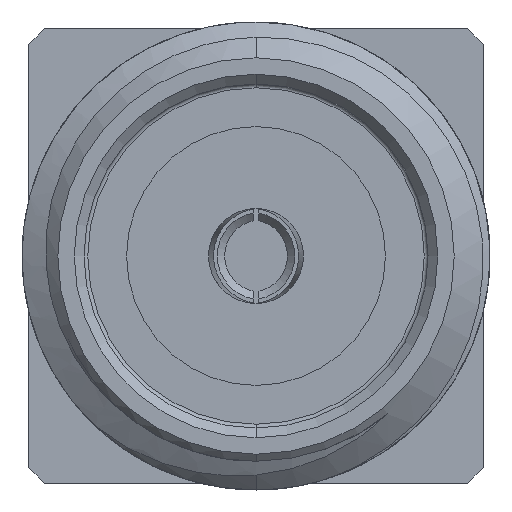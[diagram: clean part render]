
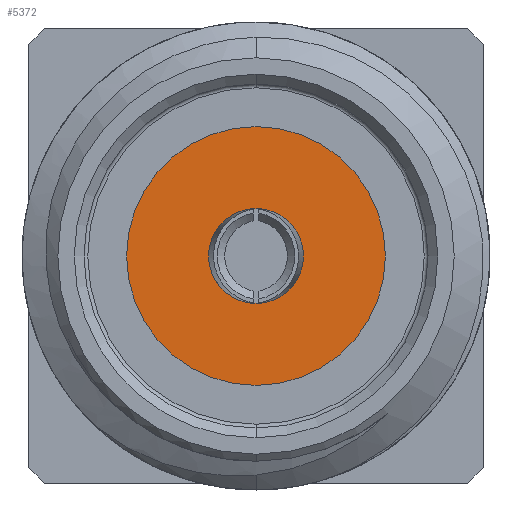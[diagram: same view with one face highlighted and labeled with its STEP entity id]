
A CAD part, left-side view. The second image highlights one B-rep face of the part: STEP entity #5372.
In plain terms, the highlighted planar face has unit normal (-1, 0, 0).
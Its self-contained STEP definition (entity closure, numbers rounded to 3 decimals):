
#1859=CARTESIAN_POINT('',(-0.988,0.,0.));
#1860=DIRECTION('',(-1.,0.,0.));
#1861=DIRECTION('',(0.,0.,-1.));
#1862=AXIS2_PLACEMENT_3D('',#1859,#1860,#1861);
#1864=CARTESIAN_POINT('',(-0.988,0.,0.));
#1865=DIRECTION('',(-1.,0.,0.));
#1866=DIRECTION('',(0.,0.,1.));
#1867=AXIS2_PLACEMENT_3D('',#1864,#1865,#1866);
#1869=CARTESIAN_POINT('',(-0.988,0.,0.));
#1870=DIRECTION('',(1.,0.,0.));
#1871=DIRECTION('',(0.,1.,0.));
#1872=AXIS2_PLACEMENT_3D('',#1869,#1870,#1871);
#1874=CARTESIAN_POINT('',(-0.988,0.,0.));
#1875=DIRECTION('',(1.,0.,0.));
#1876=DIRECTION('',(0.,-1.,0.));
#1877=AXIS2_PLACEMENT_3D('',#1874,#1875,#1876);
#2130=CARTESIAN_POINT('',(-0.988,0.,1.73));
#2131=CARTESIAN_POINT('',(-0.988,0.,-1.73));
#2132=VERTEX_POINT('',#2130);
#2133=VERTEX_POINT('',#2131);
#2134=CARTESIAN_POINT('',(-0.988,-0.635,0.));
#2135=CARTESIAN_POINT('',(-0.988,0.635,0.));
#2136=VERTEX_POINT('',#2134);
#2137=VERTEX_POINT('',#2135);
#5357=CARTESIAN_POINT('',(-0.988,4.108,-3.757));
#5358=DIRECTION('',(1.,0.,0.));
#5359=DIRECTION('',(0.,-1.,0.));
#5360=AXIS2_PLACEMENT_3D('',#5357,#5358,#5359);
#5361=PLANE('',#5360);
#5362=ORIENTED_EDGE('',*,*,#5337,.F.);
#5363=ORIENTED_EDGE('',*,*,#5352,.F.);
#5364=EDGE_LOOP('',(#5362,#5363));
#5365=FACE_OUTER_BOUND('',#5364,.F.);
#5367=ORIENTED_EDGE('',*,*,#5366,.F.);
#5369=ORIENTED_EDGE('',*,*,#5368,.F.);
#5370=EDGE_LOOP('',(#5367,#5369));
#5371=FACE_BOUND('',#5370,.F.);
#5372=ADVANCED_FACE('',(#5365,#5371),#5361,.F.);
#1863=CIRCLE('',#1862,1.73);
#1868=CIRCLE('',#1867,1.73);
#1873=CIRCLE('',#1872,0.635);
#1878=CIRCLE('',#1877,0.635);
#5337=EDGE_CURVE('',#2133,#2132,#1863,.T.);
#5352=EDGE_CURVE('',#2132,#2133,#1868,.T.);
#5366=EDGE_CURVE('',#2137,#2136,#1873,.T.);
#5368=EDGE_CURVE('',#2136,#2137,#1878,.T.);
